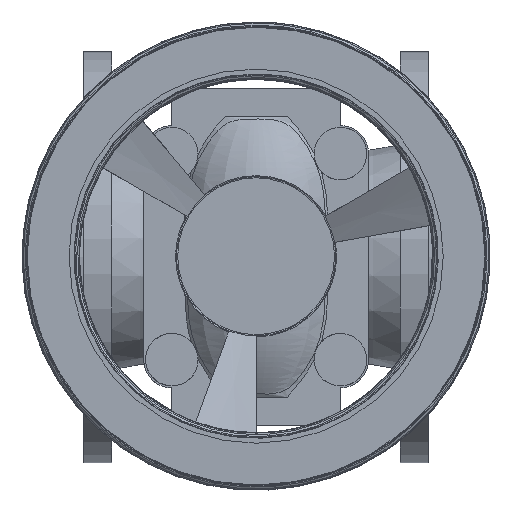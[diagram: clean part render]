
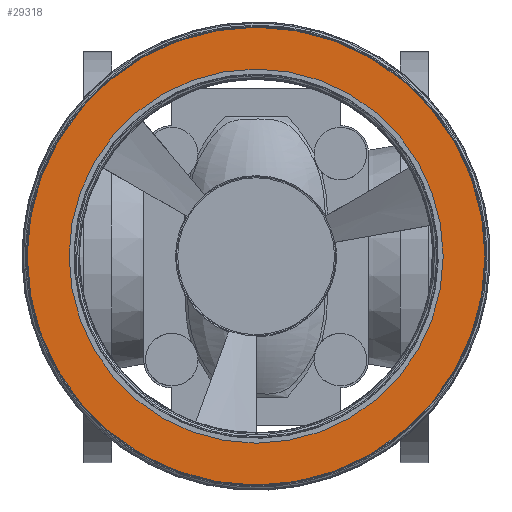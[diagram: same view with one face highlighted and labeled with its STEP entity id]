
A CAD part, top view. The second image highlights one B-rep face of the part: STEP entity #29318.
In plain terms, the highlighted planar face has unit normal (0, 0, 1).
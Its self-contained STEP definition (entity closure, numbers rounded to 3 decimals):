
#29318=ADVANCED_FACE('',(#60092,#60094),#60096,.T.);
#60092=FACE_BOUND('',#60093,.T.);
#60093=EDGE_LOOP('',(#79462));
#60094=FACE_BOUND('',#60095,.T.);
#60095=EDGE_LOOP('',(#79463));
#60096=PLANE('',#60097);
#60097=AXIS2_PLACEMENT_3D('',#60098,#60099,#60100);
#60098=CARTESIAN_POINT('',(13793.345,5942.477,264.114));
#60099=DIRECTION('',(0.,0.,1.));
#60100=DIRECTION('',(-1.,0.,0.));
#79462=ORIENTED_EDGE('',*,*,#89180,.T.);
#79463=ORIENTED_EDGE('',*,*,#89178,.F.);
#89178=EDGE_CURVE('',#105071,#105071,#105072,.T.);
#89180=EDGE_CURVE('',#105075,#105075,#105076,.T.);
#105071=VERTEX_POINT('',#143367);
#105072=CIRCLE('',#143368,99.867);
#105075=VERTEX_POINT('',#143478);
#105076=CIRCLE('',#143479,122.225);
#143367=CARTESIAN_POINT('',(13793.345,6147.637,264.114));
#143368=AXIS2_PLACEMENT_3D('',#143369,#143370,#143371);
#143369=CARTESIAN_POINT('',(13793.345,6047.77,264.114));
#143370=DIRECTION('',(0.,0.,1.));
#143371=DIRECTION('',(0.,-1.,0.));
#143478=CARTESIAN_POINT('',(13793.345,6169.995,264.114));
#143479=AXIS2_PLACEMENT_3D('',#143480,#143481,#143482);
#143480=CARTESIAN_POINT('',(13793.345,6047.77,264.114));
#143481=DIRECTION('',(0.,0.,1.));
#143482=DIRECTION('',(0.,-1.,0.));
